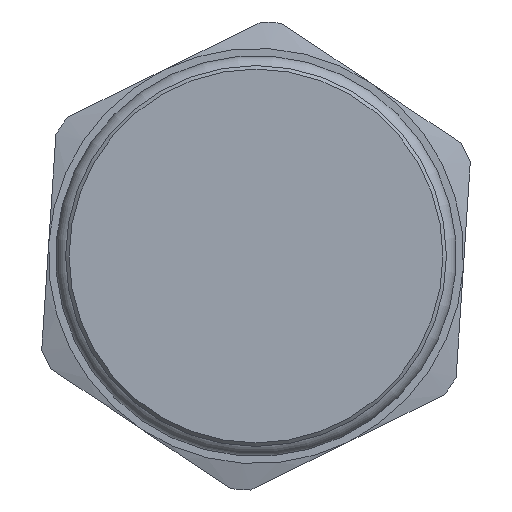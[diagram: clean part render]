
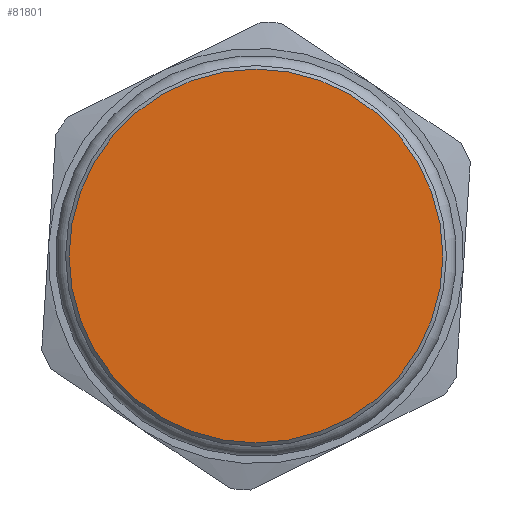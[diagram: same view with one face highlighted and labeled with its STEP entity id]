
A CAD part, left-side view. The second image highlights one B-rep face of the part: STEP entity #81801.
In plain terms, the highlighted planar face has unit normal (-1, 0, 0).
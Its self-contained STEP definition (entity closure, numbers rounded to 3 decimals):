
#81718=CARTESIAN_POINT('',(0.0,10.8,0.));
#81719=VERTEX_POINT('',#81718);
#81720=CARTESIAN_POINT('',(0.0,0.0,0.0));
#81721=DIRECTION('',(1.0,0.0,0.0));
#81722=DIRECTION('',(0.0,-1.0,0.0));
#81723=AXIS2_PLACEMENT_3D('',#81720,#81721,#81722);
#81724=CIRCLE('',#81723,10.8);
#81725=EDGE_CURVE('',#81719,#81719,#81724,.T.);
#81793=CARTESIAN_POINT('',(0.0,8.525,0.0));
#81794=DIRECTION('',(-1.0,0.0,0.0));
#81795=DIRECTION('',(0.0,0.0,1.0));
#81796=AXIS2_PLACEMENT_3D('',#81793,#81794,#81795);
#81797=PLANE('',#81796);
#81798=ORIENTED_EDGE('',*,*,#81725,.F.);
#81799=EDGE_LOOP('',(#81798));
#81800=FACE_OUTER_BOUND('',#81799,.T.);
#81801=ADVANCED_FACE('',(#81800),#81797,.T.);
